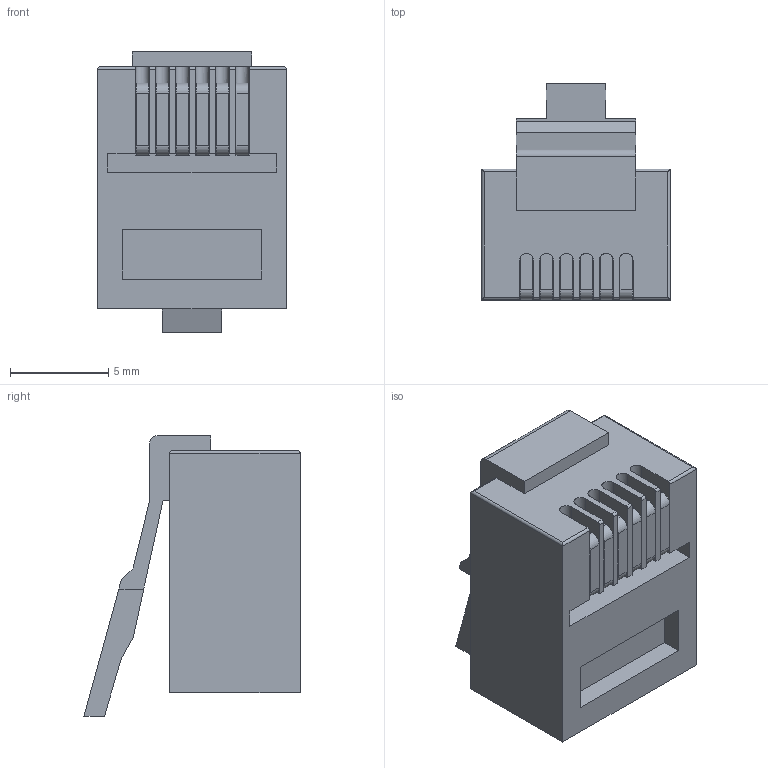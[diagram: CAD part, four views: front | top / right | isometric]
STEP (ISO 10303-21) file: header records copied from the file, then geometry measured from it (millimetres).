
FILE_DESCRIPTION (( 'STEP AP203' ), '1' );
FILE_NAME ('TDR6P6C.STEP', '2006-06-30T18:55:55', ( ' ' ), ( ' ' ), 'SwSTEP 2.0', 'SolidWorks 2005354', '' );
FILE_SCHEMA (( 'CONFIG_CONTROL_DESIGN' ));
Length unit declared in the file: inch
Products named in the file (1): TDR6P6C
Bounding box: 9.63 x 11.03 x 14.29 mm (x, y, z)
Volume: 699.7 mm3; surface area: 1044 mm2
Topology: 1 solids, 1 shells, 137 faces, 383 edges, 250 vertices
Faces by surface type: plane 106, cylinder 31
Entity records: 4434 total; most frequent: CARTESIAN_POINT 783, ORIENTED_EDGE 766, DIRECTION 721, EDGE_CURVE 383, VECTOR 313, LINE 313, VERTEX_POINT 250, AXIS2_PLACEMENT_3D 204
